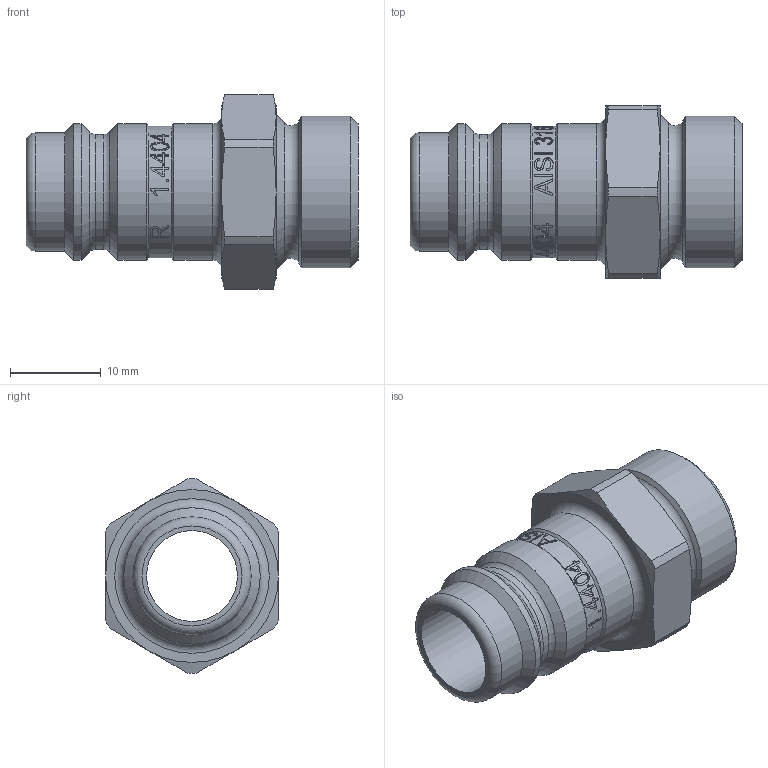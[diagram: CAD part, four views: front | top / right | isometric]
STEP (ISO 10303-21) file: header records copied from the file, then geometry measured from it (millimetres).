
FILE_DESCRIPTION((''),'2;1');
FILE_NAME('27sfaw17exx.stp','2013-02-22T08:20:56',('IA176480'),(''),'Autodesk Inventor 2011','Autodesk Inventor 2011','');
FILE_SCHEMA(('AUTOMOTIVE_DESIGN { 1 0 10303 214 1 1 1 1 }'));
Length unit declared in the file: millimetre
Products named in the file (1): D105964
Bounding box: 36.5 x 19 x 21.4 mm (x, y, z)
Volume: 4265.6 mm3; surface area: 3413.3 mm2
Topology: 1 solids, 1 shells, 230 faces, 585 edges, 380 vertices
Faces by surface type: plane 95, bspline 74, cylinder 36, cone 20, torus 5
Full cylindrical faces by diameter (mm): 10 x1, 12.65 x1, 13 x1, 14.5 x1, 15 x3, 16.662 x1
Entity records: 25429 total; most frequent: CARTESIAN_POINT 20553, ORIENTED_EDGE 1122, DIRECTION 737, EDGE_CURVE 561, VERTEX_POINT 378, EDGE_LOOP 277, AXIS2_PLACEMENT_3D 262, FACE_OUTER_BOUND 230
